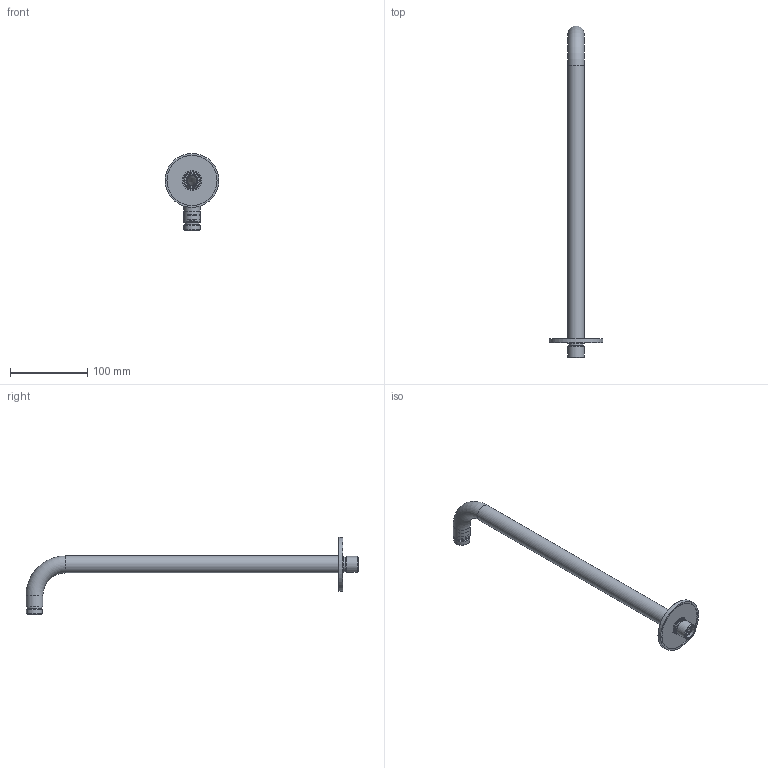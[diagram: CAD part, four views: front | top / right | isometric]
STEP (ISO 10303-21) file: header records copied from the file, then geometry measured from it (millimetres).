
FILE_DESCRIPTION(/* description */ ('Unknown'),/* implementation_level */ '2;1');
FILE_NAME(/* name */ 'AR450',/* time_stamp */ '2017-01-17T16:56:55+01:00',/* author */ ('Unknown'),/* organization */ ('Unknown'),/* preprocessor_version */ 'ST-DEVELOPER v16.7',/* originating_system */ 'DEX',/* authorisation */ $);
FILE_SCHEMA (('AUTOMOTIVE_DESIGN {1 0 10303 214 3 1 1}'));
Length unit declared in the file: millimetre
Products named in the file (6): AR450; OR008; GH005_0; RC067; RC068_0; CN002
Assembly tree (5 placements, depth 2):
  AR450
    OR008
    GH005_0
    RC067
    RC068_0
    CN002
Bounding box: 70 x 431 x 100 mm (x, y, z)
Volume: 66375.2 mm3; surface area: 71895.3 mm2
Topology: 5 solids, 5 shells, 112 faces, 254 edges, 165 vertices
Faces by surface type: plane 59, cylinder 27, cone 17, torus 9
Full cylindrical faces by diameter (mm): 12.5 x2, 15 x2, 17.4 x2, 18.5 x2, 19 x4, 20 x2, 20.1 x1, 20.3 x2, 20.8 x3, 22 x2, 22.6 x2, 25.7 x1, 65 x1, 70 x1
Entity records: 3570 total; most frequent: CARTESIAN_POINT 517, DIRECTION 490, ORIENTED_EDGE 362, AXIS2_PLACEMENT_3D 215, FACE_BOUND 187, EDGE_LOOP 186, EDGE_CURVE 181, VERTEX_POINT 146
